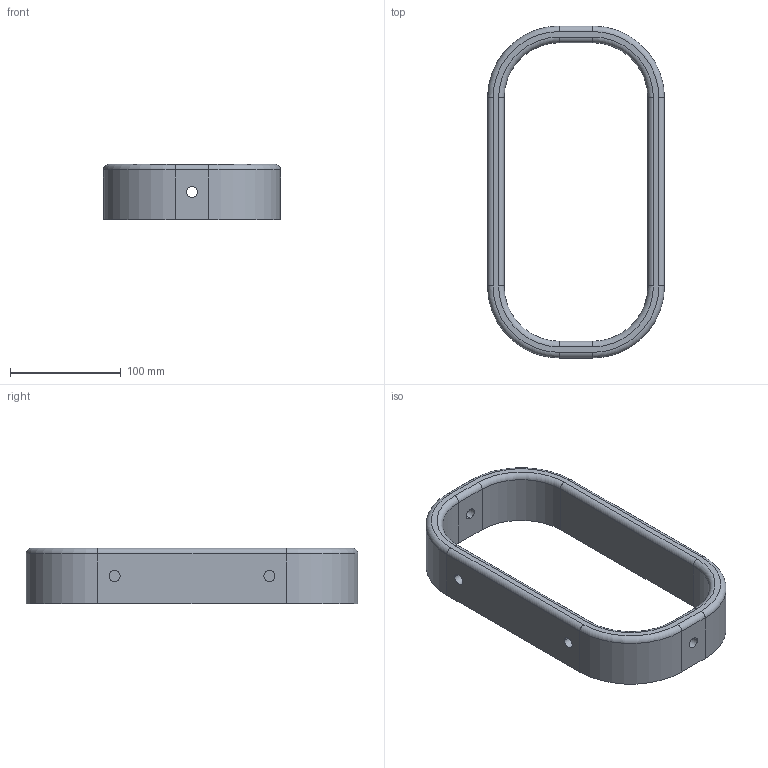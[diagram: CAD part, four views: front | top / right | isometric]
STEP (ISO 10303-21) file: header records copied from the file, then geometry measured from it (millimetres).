
FILE_DESCRIPTION((''),'2;1');
FILE_NAME('EXO_HIP_CONNECTION','2019-08-23T15:17:01',('jbn176'),(''),'CREO PARAMETRIC BY PTC INC, 2018260','CREO PARAMETRIC BY PTC INC, 2018260','');
FILE_SCHEMA(('CONFIG_CONTROL_DESIGN'));
Length unit declared in the file: metre
Products named in the file (1): EXO_HIP_CONNECTION
Bounding box: 160 x 300 x 50 mm (x, y, z)
Volume: 244603.8 mm3; surface area: 167410.7 mm2
Topology: 1 solids, 1 shells, 84 faces, 208 edges, 128 vertices
Faces by surface type: cylinder 48, plane 20, torus 16
Entity records: 2582 total; most frequent: DIRECTION 488, CARTESIAN_POINT 420, ORIENTED_EDGE 416, EDGE_CURVE 208, AXIS2_PLACEMENT_3D 196, VERTEX_POINT 128, CIRCLE 112, EDGE_LOOP 104
